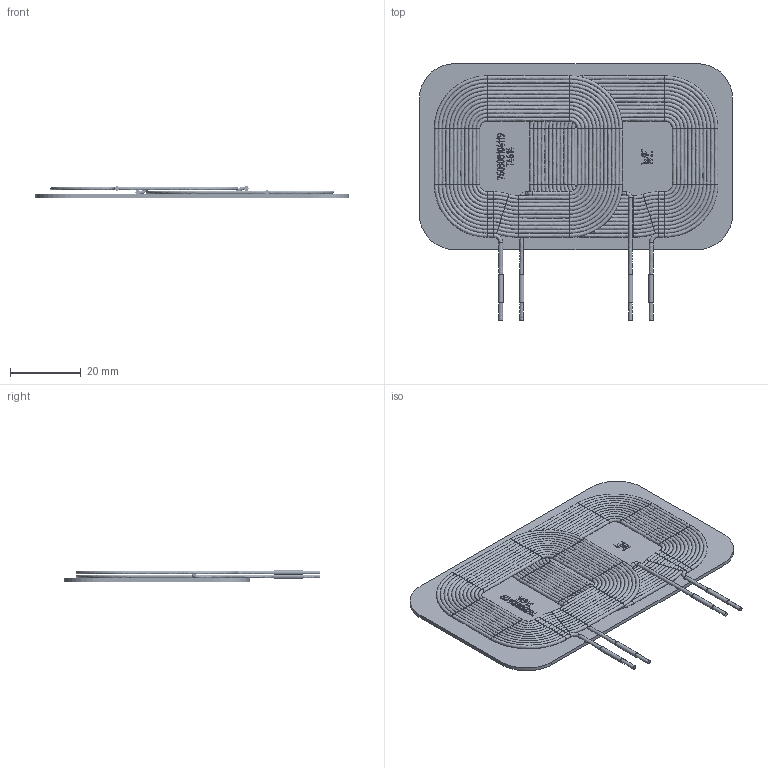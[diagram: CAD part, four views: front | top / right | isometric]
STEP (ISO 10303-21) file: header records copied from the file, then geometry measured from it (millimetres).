
FILE_DESCRIPTION( ( 'Unknown' ), '1' );
FILE_NAME( '760308104119_A19.stp', 'Unknown', ( 'Unknown' ), ( 'Unknown' ), 'PSStep 16.0.42', 'Unknown', ' ' );
FILE_SCHEMA( ( 'AUTOMOTIVE_DESIGN { 1 0 10303 214 1 1 1 1 }' ) );
Length unit declared in the file: millimetre
Products named in the file (3): Assem1; Ferrite; 760308104119_A19
Assembly tree (3 placements, depth 2):
  Assem1
    Ferrite
    760308104119_A19  x2
Bounding box: 88.5 x 72.5 x 3.28 mm (x, y, z)
Volume: 7476.8 mm3; surface area: 19983.7 mm2
Topology: 3 solids, 3 shells, 481 faces, 1050 edges, 610 vertices
Faces by surface type: bspline 276, plane 166, extrusion 31, cylinder 8
Full cylindrical faces by diameter (mm): 1.3 x4
Entity records: 20581 total; most frequent: CARTESIAN_POINT 11977, ORIENTED_EDGE 1510, EDGE_CURVE 755, B_SPLINE_CURVE_WITH_KNOTS 614, DIRECTION 555, VERTEX_POINT 465, EDGE_LOOP 376, FACE_OUTER_BOUND 345
